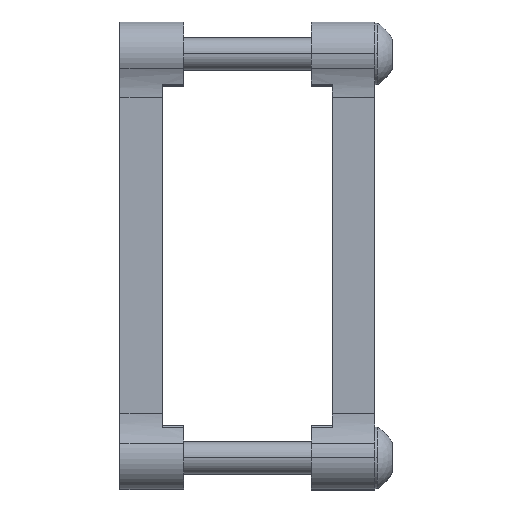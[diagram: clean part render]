
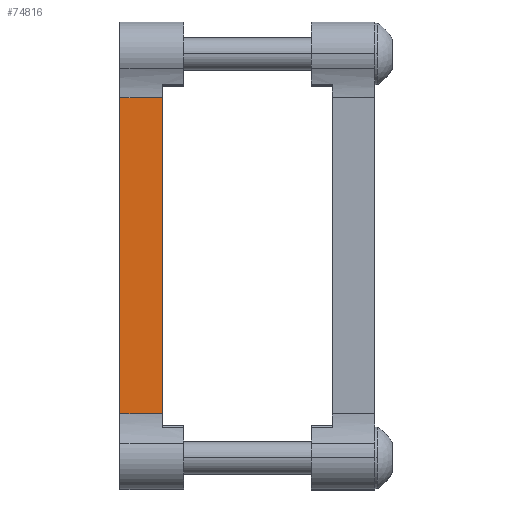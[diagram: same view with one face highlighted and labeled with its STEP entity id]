
A CAD part, top view. The second image highlights one B-rep face of the part: STEP entity #74816.
In plain terms, the highlighted face is planar.
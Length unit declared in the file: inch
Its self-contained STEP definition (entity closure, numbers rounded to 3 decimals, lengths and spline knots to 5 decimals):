
#628 = LINE ( 'NONE', #48200, #1822 ) ;
#1822 = VECTOR ( 'NONE', #14161, 39.37008 ) ;
#2540 = DIRECTION ( 'NONE',  ( 1., 0., 0. ) ) ;
#2695 = EDGE_CURVE ( 'NONE', #52703, #69130, #8469, .T. ) ;
#3382 = ORIENTED_EDGE ( 'NONE', *, *, #23608, .T. ) ;
#4085 = VERTEX_POINT ( 'NONE', #74569 ) ;
#8469 = LINE ( 'NONE', #46700, #26124 ) ;
#8721 = FACE_OUTER_BOUND ( 'NONE', #48742, .T. ) ;
#9112 = PLANE ( 'NONE',  #69563 ) ;
#11391 = CARTESIAN_POINT ( 'NONE',  ( 0., -0.92981, -0.8125 ) ) ;
#14161 = DIRECTION ( 'NONE',  ( 0., 1., 0. ) ) ;
#15596 = ORIENTED_EDGE ( 'NONE', *, *, #75133, .T. ) ;
#23600 = CARTESIAN_POINT ( 'NONE',  ( 0.25, -0.92981, -0.8125 ) ) ;
#23608 = EDGE_CURVE ( 'NONE', #47561, #4085, #34607, .T. ) ;
#26124 = VECTOR ( 'NONE', #33945, 39.37008 ) ;
#28680 = CARTESIAN_POINT ( 'NONE',  ( 0., 1.04775, -0.8125 ) ) ;
#33741 = LINE ( 'NONE', #28680, #39895 ) ;
#33945 = DIRECTION ( 'NONE',  ( 1., 0., 0. ) ) ;
#34353 = ORIENTED_EDGE ( 'NONE', *, *, #60933, .F. ) ;
#34607 = LINE ( 'NONE', #11391, #55941 ) ;
#39895 = VECTOR ( 'NONE', #69335, 39.37008 ) ;
#40748 = CARTESIAN_POINT ( 'NONE',  ( 0.25, 0.92981, -0.8125 ) ) ;
#44687 = DIRECTION ( 'NONE',  ( 0., 0., 1. ) ) ;
#46700 = CARTESIAN_POINT ( 'NONE',  ( 0.25, 0.92981, -0.8125 ) ) ;
#47142 = CARTESIAN_POINT ( 'NONE',  ( 0., 0.92981, -0.8125 ) ) ;
#47561 = VERTEX_POINT ( 'NONE', #23600 ) ;
#48200 = CARTESIAN_POINT ( 'NONE',  ( 0.25, 1.04775, -0.8125 ) ) ;
#48742 = EDGE_LOOP ( 'NONE', ( #34353, #3382, #15596, #74061 ) ) ;
#52703 = VERTEX_POINT ( 'NONE', #47142 ) ;
#55941 = VECTOR ( 'NONE', #58220, 39.37008 ) ;
#58220 = DIRECTION ( 'NONE',  ( -1., 0., 0. ) ) ;
#60933 = EDGE_CURVE ( 'NONE', #47561, #69130, #628, .T. ) ;
#69130 = VERTEX_POINT ( 'NONE', #40748 ) ;
#69335 = DIRECTION ( 'NONE',  ( 0., 1., 0. ) ) ;
#69563 = AXIS2_PLACEMENT_3D ( 'NONE', #73371, #44687, #2540 ) ;
#73371 = CARTESIAN_POINT ( 'NONE',  ( 0.25, 1.04775, -0.8125 ) ) ;
#74061 = ORIENTED_EDGE ( 'NONE', *, *, #2695, .T. ) ;
#74569 = CARTESIAN_POINT ( 'NONE',  ( 0., -0.92981, -0.8125 ) ) ;
#74816 = ADVANCED_FACE ( 'NONE', ( #8721 ), #9112, .F. ) ;
#75133 = EDGE_CURVE ( 'NONE', #4085, #52703, #33741, .T. ) ;
